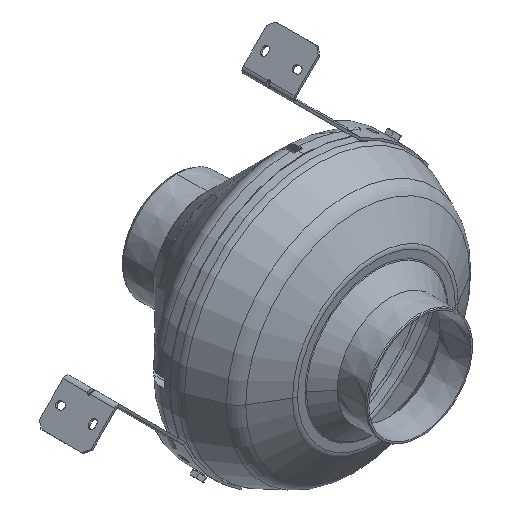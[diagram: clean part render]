
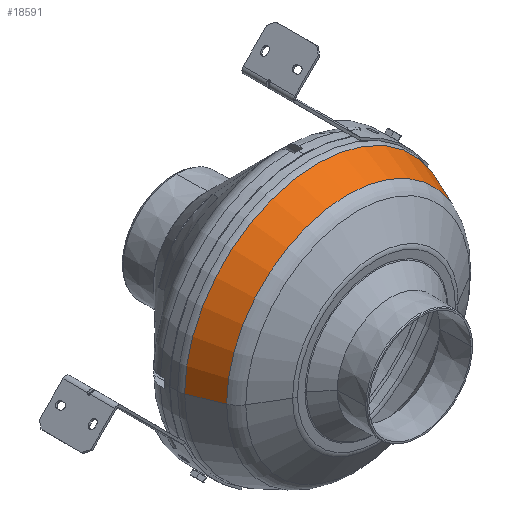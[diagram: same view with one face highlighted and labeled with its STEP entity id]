
A CAD part, isometric view. The second image highlights one B-rep face of the part: STEP entity #18591.
In plain terms, the highlighted conical face has half-angle 22.274 degrees and reference radius 109.899 mm.
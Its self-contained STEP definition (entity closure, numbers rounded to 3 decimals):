
#1199 = LINE ( 'NONE', #6167, #19837 ) ;
#1570 = CARTESIAN_POINT ( 'NONE',  ( 0., -46.73, 0. ) ) ;
#2172 = VERTEX_POINT ( 'NONE', #14132 ) ;
#3168 = AXIS2_PLACEMENT_3D ( 'NONE', #7126, #19780, #8948 ) ;
#4264 = CONICAL_SURFACE ( 'NONE', #20069, 109.899, 0.389 ) ;
#4329 = EDGE_CURVE ( 'NONE', #8422, #2172, #17669, .T. ) ;
#4693 = DIRECTION ( 'NONE',  ( 0., 1., 0. ) ) ;
#4708 = ORIENTED_EDGE ( 'NONE', *, *, #4329, .T. ) ;
#4831 = FACE_OUTER_BOUND ( 'NONE', #6132, .T. ) ;
#6132 = EDGE_LOOP ( 'NONE', ( #20357, #15996, #4708, #12238 ) ) ;
#6167 = CARTESIAN_POINT ( 'NONE',  ( -109.899, -46.73, 0. ) ) ;
#7126 = CARTESIAN_POINT ( 'NONE',  ( 0., -40.587, 0. ) ) ;
#7360 = EDGE_CURVE ( 'NONE', #23284, #8422, #17387, .T. ) ;
#8422 = VERTEX_POINT ( 'NONE', #13584 ) ;
#8587 = VECTOR ( 'NONE', #8641, 1000. ) ;
#8641 = DIRECTION ( 'NONE',  ( 0.379, 0.925, 0. ) ) ;
#8898 = EDGE_CURVE ( 'NONE', #23284, #19587, #1199, .T. ) ;
#8948 = DIRECTION ( 'NONE',  ( -1., 0., 0. ) ) ;
#10223 = CARTESIAN_POINT ( 'NONE',  ( -123.761, -12.886, 0. ) ) ;
#10559 = DIRECTION ( 'NONE',  ( 1., 0., 0. ) ) ;
#11637 = DIRECTION ( 'NONE',  ( -0.379, 0.925, 0. ) ) ;
#12070 = EDGE_CURVE ( 'NONE', #19587, #2172, #21491, .T. ) ;
#12238 = ORIENTED_EDGE ( 'NONE', *, *, #12070, .F. ) ;
#12409 = DIRECTION ( 'NONE',  ( 0., 1., 0. ) ) ;
#13584 = CARTESIAN_POINT ( 'NONE',  ( 112.415, -40.587, 0. ) ) ;
#14132 = CARTESIAN_POINT ( 'NONE',  ( 123.761, -12.886, 0. ) ) ;
#15558 = CARTESIAN_POINT ( 'NONE',  ( 0., -12.886, 0. ) ) ;
#15996 = ORIENTED_EDGE ( 'NONE', *, *, #7360, .T. ) ;
#16813 = CARTESIAN_POINT ( 'NONE',  ( -112.415, -40.587, 0. ) ) ;
#17374 = DIRECTION ( 'NONE',  ( 1., 0., 0. ) ) ;
#17387 = CIRCLE ( 'NONE', #3168, 112.415 ) ;
#17669 = LINE ( 'NONE', #19469, #8587 ) ;
#18591 = ADVANCED_FACE ( 'NONE', ( #4831 ), #4264, .T. ) ;
#19469 = CARTESIAN_POINT ( 'NONE',  ( 109.899, -46.73, 0. ) ) ;
#19587 = VERTEX_POINT ( 'NONE', #10223 ) ;
#19780 = DIRECTION ( 'NONE',  ( 0., 1., 0. ) ) ;
#19837 = VECTOR ( 'NONE', #11637, 1000. ) ;
#20069 = AXIS2_PLACEMENT_3D ( 'NONE', #1570, #12409, #10559 ) ;
#20357 = ORIENTED_EDGE ( 'NONE', *, *, #8898, .F. ) ;
#20788 = AXIS2_PLACEMENT_3D ( 'NONE', #15558, #4693, #17374 ) ;
#21491 = CIRCLE ( 'NONE', #20788, 123.761 ) ;
#23284 = VERTEX_POINT ( 'NONE', #16813 ) ;
